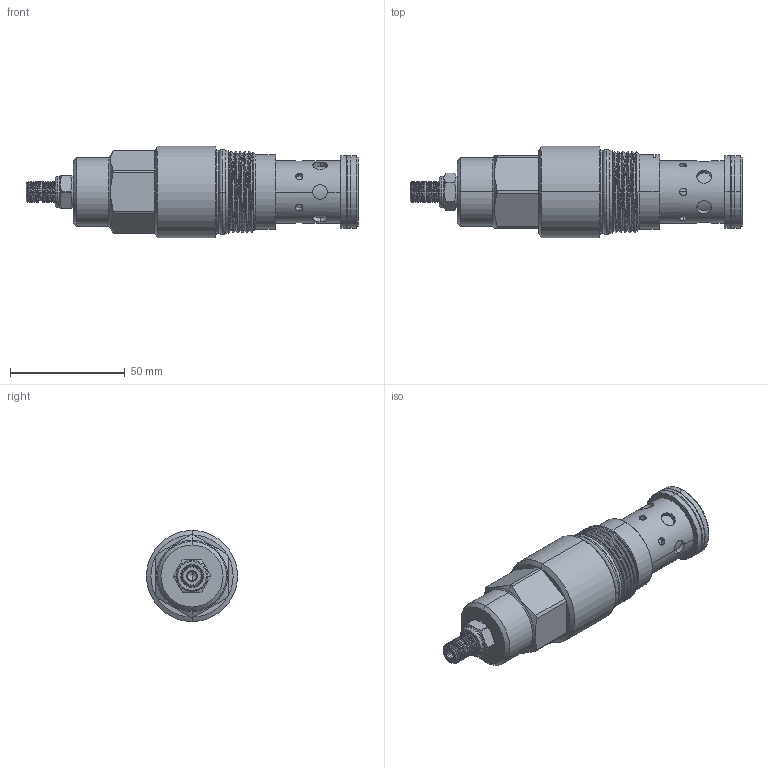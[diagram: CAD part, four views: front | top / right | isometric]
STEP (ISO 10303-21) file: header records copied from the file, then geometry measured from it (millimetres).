
FILE_DESCRIPTION (( 'STEP AP203' ), '1' );
FILE_NAME ('RD16A25-L.STEP', '2016-08-01T03:31:09', ( '' ), ( '' ), 'SwSTEP 2.0', 'SolidWorks 2012', '' );
FILE_SCHEMA (( 'CONFIG_CONTROL_DESIGN' ));
Length unit declared in the file: millimetre
Products named in the file (1): RD16A25-L
Bounding box: 144.47 x 39.67 x 39.67 mm (x, y, z)
Volume: 105628.4 mm3; surface area: 21535.8 mm2
Topology: 5 solids, 6 shells, 310 faces, 758 edges, 479 vertices
Faces by surface type: cylinder 156, plane 59, cone 54, torus 26, bspline 15
Entity records: 21160 total; most frequent: CARTESIAN_POINT 14304, ORIENTED_EDGE 1512, DIRECTION 1324, EDGE_CURVE 756, AXIS2_PLACEMENT_3D 540, VERTEX_POINT 479, EDGE_LOOP 339, ADVANCED_FACE 310
